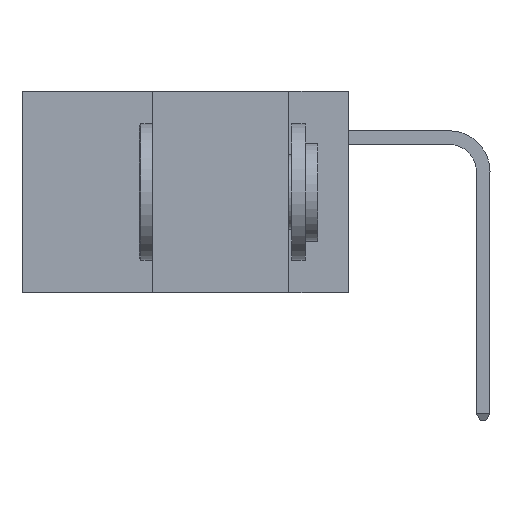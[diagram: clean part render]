
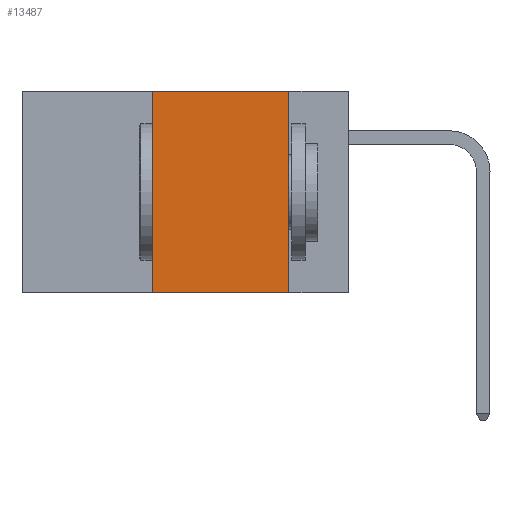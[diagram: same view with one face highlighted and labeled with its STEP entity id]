
A CAD part, left-side view. The second image highlights one B-rep face of the part: STEP entity #13487.
In plain terms, the highlighted planar face has unit normal (-1, 0, 0).
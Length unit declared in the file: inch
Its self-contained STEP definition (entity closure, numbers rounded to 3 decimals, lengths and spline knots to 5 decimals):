
#192 = LINE ( 'NONE', #4676, #12831 ) ;
#1307 = VERTEX_POINT ( 'NONE', #13840 ) ;
#1579 = VECTOR ( 'NONE', #8347, 39.37008 ) ;
#2341 = CARTESIAN_POINT ( 'NONE',  ( 0., 0.36, 0. ) ) ;
#2702 = DIRECTION ( 'NONE',  ( 0., 0., 1. ) ) ;
#2704 = DIRECTION ( 'NONE',  ( 0., 0., -1. ) ) ;
#3139 = DIRECTION ( 'NONE',  ( 0., 0., -1. ) ) ;
#3429 = FACE_OUTER_BOUND ( 'NONE', #9944, .T. ) ;
#3800 = CARTESIAN_POINT ( 'NONE',  ( 0., 0.11, -0.37 ) ) ;
#4066 = LINE ( 'NONE', #15929, #19796 ) ;
#4676 = CARTESIAN_POINT ( 'NONE',  ( 0., 0.6, -0.37 ) ) ;
#4907 = EDGE_CURVE ( 'NONE', #6579, #8585, #4066, .T. ) ;
#5265 = VERTEX_POINT ( 'NONE', #2341 ) ;
#6383 = DIRECTION ( 'NONE',  ( 0., -1., 0. ) ) ;
#6579 = VERTEX_POINT ( 'NONE', #12067 ) ;
#6684 = CARTESIAN_POINT ( 'NONE',  ( 0., 0.6, 0. ) ) ;
#7365 = AXIS2_PLACEMENT_3D ( 'NONE', #10886, #12418, #2704 ) ;
#7603 = EDGE_CURVE ( 'NONE', #1307, #5265, #10649, .T. ) ;
#8347 = DIRECTION ( 'NONE',  ( 0., -1., 0. ) ) ;
#8585 = VERTEX_POINT ( 'NONE', #3800 ) ;
#9944 = EDGE_LOOP ( 'NONE', ( #17921, #20466, #13321, #18380 ) ) ;
#10649 = LINE ( 'NONE', #15543, #18370 ) ;
#10886 = CARTESIAN_POINT ( 'NONE',  ( 0., 0.6, 0. ) ) ;
#12067 = CARTESIAN_POINT ( 'NONE',  ( 0., 0.11, 0. ) ) ;
#12418 = DIRECTION ( 'NONE',  ( 1., 0., 0. ) ) ;
#12831 = VECTOR ( 'NONE', #6383, 39.37008 ) ;
#13321 = ORIENTED_EDGE ( 'NONE', *, *, #7603, .F. ) ;
#13487 = ADVANCED_FACE ( 'NONE', ( #3429 ), #20057, .F. ) ;
#13840 = CARTESIAN_POINT ( 'NONE',  ( 0., 0.36, -0.37 ) ) ;
#15543 = CARTESIAN_POINT ( 'NONE',  ( 0., 0.36, 0. ) ) ;
#15929 = CARTESIAN_POINT ( 'NONE',  ( 0., 0.11, 0. ) ) ;
#17921 = ORIENTED_EDGE ( 'NONE', *, *, #4907, .F. ) ;
#18138 = LINE ( 'NONE', #6684, #1579 ) ;
#18370 = VECTOR ( 'NONE', #2702, 39.37008 ) ;
#18380 = ORIENTED_EDGE ( 'NONE', *, *, #19521, .T. ) ;
#19521 = EDGE_CURVE ( 'NONE', #1307, #8585, #192, .T. ) ;
#19634 = EDGE_CURVE ( 'NONE', #5265, #6579, #18138, .T. ) ;
#19796 = VECTOR ( 'NONE', #3139, 39.37008 ) ;
#20057 = PLANE ( 'NONE',  #7365 ) ;
#20466 = ORIENTED_EDGE ( 'NONE', *, *, #19634, .F. ) ;
